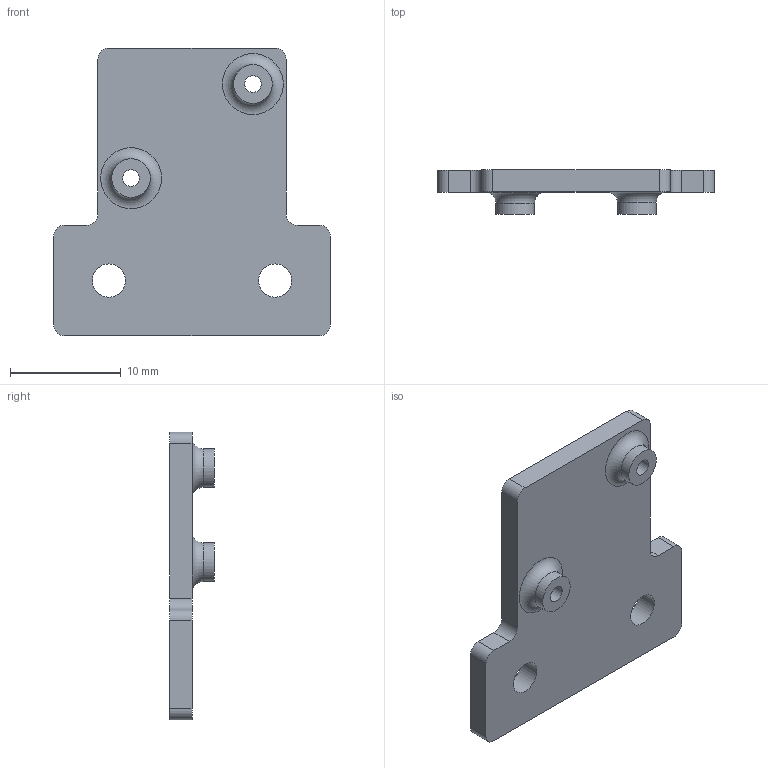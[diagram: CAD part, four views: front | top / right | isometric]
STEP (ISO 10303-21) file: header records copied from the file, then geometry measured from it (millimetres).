
FILE_DESCRIPTION(/* description */ (''),/* implementation_level */ '2;1');
FILE_NAME(/* name */ 'devFrame Seeed ThoneFlow Mount Flat.step',/* time_stamp */ '2020-01-22T09:47:52-06:00',/* author */ (''),/* organization */ (''),/* preprocessor_version */ 'ST-DEVELOPER v18',/* originating_system */ 'Autodesk Translation Framework v8.12.0.6',/* authorisation */ '');
FILE_SCHEMA (('AUTOMOTIVE_DESIGN { 1 0 10303 214 3 1 1 }'));
Length unit declared in the file: millimetre
Products named in the file (1): devFrame Seeed ThoneFlow Mount
Bounding box: 25 x 4 x 26 mm (x, y, z)
Volume: 1043.7 mm3; surface area: 1314.9 mm2
Topology: 1 solids, 1 shells, 28 faces, 74 edges, 50 vertices
Faces by surface type: cylinder 14, plane 12, torus 2
Full cylindrical faces by diameter (mm): 1.5 x2, 3 x2, 3.5 x2
Entity records: 939 total; most frequent: DIRECTION 168, CARTESIAN_POINT 153, ORIENTED_EDGE 148, EDGE_CURVE 74, AXIS2_PLACEMENT_3D 65, VERTEX_POINT 50, LINE 38, VECTOR 38
